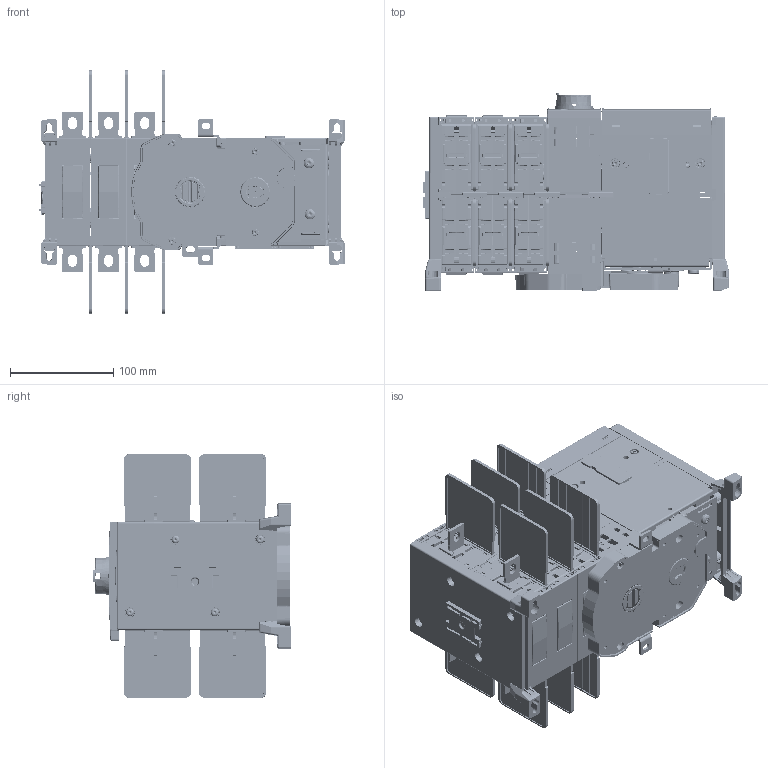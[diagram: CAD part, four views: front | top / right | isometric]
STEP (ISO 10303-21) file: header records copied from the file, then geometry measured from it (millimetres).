
FILE_DESCRIPTION(/* description */ (''),/* implementation_level */ '2;1');
FILE_NAME(/* name */ 'FILE_STP_CAD_DRAWING_3D_GLMCB0100-200UL_prt.stp',/* time_stamp */ '2024-12-06T18:26:12+01:00',/* author */ (''),/* organization */ (''),/* preprocessor_version */ 'ST-DEVELOPER v16.7',/* originating_system */ 'SIEMENS PLM Software NX 12.0',/* authorisation */ '');
FILE_SCHEMA (('AUTOMOTIVE_DESIGN { 1 0 10303 214 3 1 1 1 }'));
Products named in the file (1): 3D_GLMCB0100-200UL
Bounding box: 295.8 x 191.85 x 235.61 mm (x, y, z)
Surface area: 571298.2 mm2 (no closed solid volume)
Topology: 0 solids, 784 shells, 6919 faces, 32553 edges, 25626 vertices
Faces by surface type: plane 3296, cylinder 2346, bspline 522, cone 433, sphere 222, torus 100
Full cylindrical faces by diameter (mm): 2 x1, 2.7 x4, 2.9 x2, 3.31 x6, 3.4 x1, 3.7 x1, 4 x5, 5 x2, 6.5 x2, 7.6 x5, 8 x6, 8.441 x1, 8.5 x2, 8.946 x2, 9 x1, 10 x1, 14 x1, 14.9 x1, 15 x1, 15.5 x1, 21.5 x1, 23.9 x1, 26.5 x1, 28.6 x1
Entity records: 366193 total; most frequent: CARTESIAN_POINT 111204, DIRECTION 51130, ORIENTED_EDGE 43293, EDGE_CURVE 31916, VERTEX_POINT 25490, LINE 18736, VECTOR 18736, AXIS2_PLACEMENT_3D 16197
